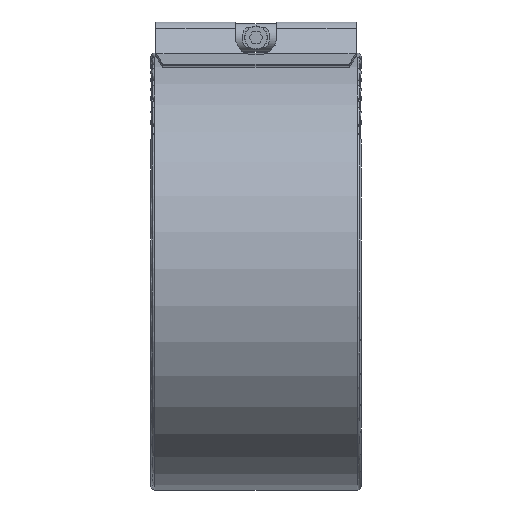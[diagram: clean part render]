
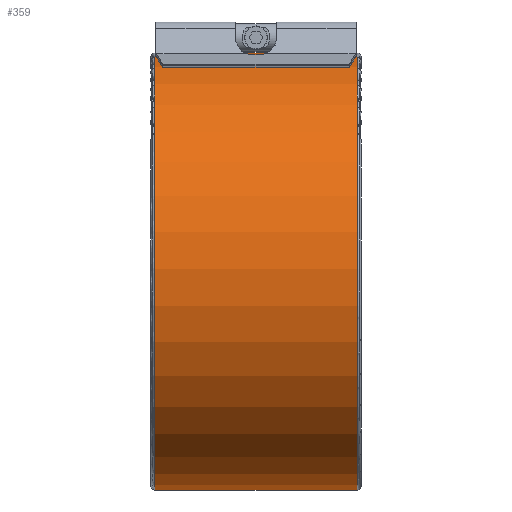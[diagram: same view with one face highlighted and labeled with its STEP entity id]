
A CAD part, front view. The second image highlights one B-rep face of the part: STEP entity #359.
In plain terms, the highlighted cylindrical face has radius 94 mm (diameter 188 mm), a partial arc.
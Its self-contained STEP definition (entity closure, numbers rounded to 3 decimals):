
#97=ELLIPSE('',#2451,188.,94.);
#98=ELLIPSE('',#2453,188.,94.);
#198=FACE_OUTER_BOUND('',#1026,.T.);
#303=CYLINDRICAL_SURFACE('',#2454,94.);
#359=ADVANCED_FACE('',(#198),#303,.T.);
#571=LINE('',#3565,#761);
#572=LINE('',#3569,#762);
#761=VECTOR('',#2787,1.);
#762=VECTOR('',#2790,1.);
#1026=EDGE_LOOP('',(#1252,#1253,#1254,#1255,#1256,#1257));
#1252=ORIENTED_EDGE('',*,*,#2049,.F.);
#1253=ORIENTED_EDGE('',*,*,#2050,.T.);
#1254=ORIENTED_EDGE('',*,*,#2046,.F.);
#1255=ORIENTED_EDGE('',*,*,#2051,.T.);
#1256=ORIENTED_EDGE('',*,*,#2052,.T.);
#1257=ORIENTED_EDGE('',*,*,#2053,.F.);
#1826=VERTEX_POINT('',#3539);
#1827=VERTEX_POINT('',#3540);
#1828=VERTEX_POINT('',#3566);
#1829=VERTEX_POINT('',#3567);
#1830=VERTEX_POINT('',#3570);
#1831=VERTEX_POINT('',#3572);
#2046=EDGE_CURVE('',#1826,#1827,#2328,.T.);
#2049=EDGE_CURVE('',#1828,#1829,#571,.T.);
#2050=EDGE_CURVE('',#1828,#1827,#97,.T.);
#2051=EDGE_CURVE('',#1826,#1830,#572,.T.);
#2052=EDGE_CURVE('',#1830,#1831,#2330,.T.);
#2053=EDGE_CURVE('',#1829,#1831,#98,.T.);
#2328=CIRCLE('',#2448,94.);
#2330=CIRCLE('',#2452,94.);
#2448=AXIS2_PLACEMENT_3D('',#3538,#2781,#2782);
#2451=AXIS2_PLACEMENT_3D('',#3568,#2788,#2789);
#2452=AXIS2_PLACEMENT_3D('',#3571,#2791,#2792);
#2453=AXIS2_PLACEMENT_3D('',#3573,#2793,#2794);
#2454=AXIS2_PLACEMENT_3D('',#3574,#2795,#2796);
#2781=DIRECTION('',(-1.,0.,0.));
#2782=DIRECTION('',(0.,0.,1.));
#2787=DIRECTION('',(1.,0.,0.));
#2788=DIRECTION('',(0.5,-0.866,0.));
#2789=DIRECTION('',(-0.866,-0.5,0.));
#2790=DIRECTION('',(1.,0.,0.));
#2791=DIRECTION('',(-1.,0.,0.));
#2792=DIRECTION('',(0.,0.,1.));
#2793=DIRECTION('',(0.5,0.866,0.));
#2794=DIRECTION('',(-0.866,0.5,0.));
#2795=DIRECTION('',(-1.,0.,0.));
#2796=DIRECTION('',(0.,0.,1.));
#3538=CARTESIAN_POINT('',(-43.45,0.,0.));
#3539=CARTESIAN_POINT('',(-43.45,12.291,93.193));
#3540=CARTESIAN_POINT('',(-43.45,-2.425,93.969));
#3565=CARTESIAN_POINT('',(-43.45,0.,94.));
#3566=CARTESIAN_POINT('',(-39.25,0.,94.));
#3567=CARTESIAN_POINT('',(39.25,0.,94.));
#3568=CARTESIAN_POINT('',(-39.25,0.,0.));
#3569=CARTESIAN_POINT('',(-43.45,12.291,93.193));
#3570=CARTESIAN_POINT('',(43.45,12.291,93.193));
#3571=CARTESIAN_POINT('',(43.45,0.,0.));
#3572=CARTESIAN_POINT('',(43.45,-2.425,93.969));
#3573=CARTESIAN_POINT('',(39.25,0.,0.));
#3574=CARTESIAN_POINT('',(0.,0.,0.));
